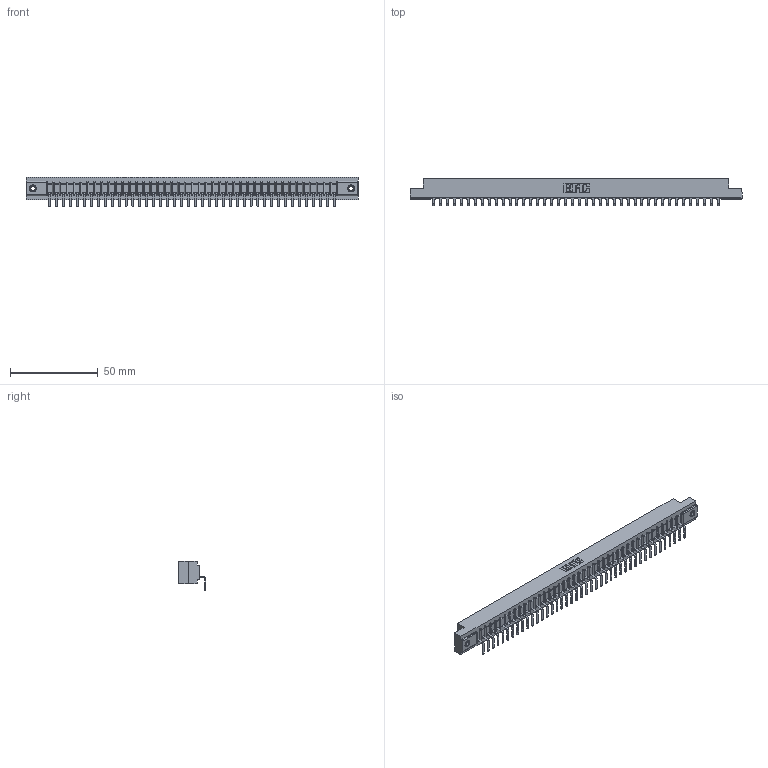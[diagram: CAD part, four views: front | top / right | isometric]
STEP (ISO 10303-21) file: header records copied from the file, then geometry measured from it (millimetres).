
FILE_DESCRIPTION (( 'STEP AP203' ), '1' );
FILE_NAME ('307-042-559-107.STEP', '2019-09-05T17:22:19', ( '' ), ( '' ), 'SwSTEP 2.0', 'SolidWorks 2016', '' );
FILE_SCHEMA (( 'CONFIG_CONTROL_DESIGN' ));
Length unit declared in the file: inch
Products named in the file (4): 307-290-001_558 559 - 1 (Single); 307 Part_.156 Dia Mounting Holes; 307-042-559-107; 345-250-001_345-250-005-103
Assembly tree (45 placements, depth 2):
  307-042-559-107
    307 Part_.156 Dia Mounting Holes
    307-290-001_558 559 - 1 (Single)  x42
    345-250-001_345-250-005-103  x2
Bounding box: 189.43 x 15.46 x 16.8 mm (x, y, z)
Volume: 19703.3 mm3; surface area: 21199.9 mm2
Topology: 45 solids, 45 shells, 2741 faces, 7767 edges, 4998 vertices
Faces by surface type: plane 1740, cylinder 899, sphere 86, cone 12, torus 4
Entity records: 37295 total; most frequent: CARTESIAN_POINT 6263, ORIENTED_EDGE 6242, DIRECTION 6101, EDGE_CURVE 3121, LINE 2393, VECTOR 2393, VERTEX_POINT 2016, AXIS2_PLACEMENT_3D 1854
